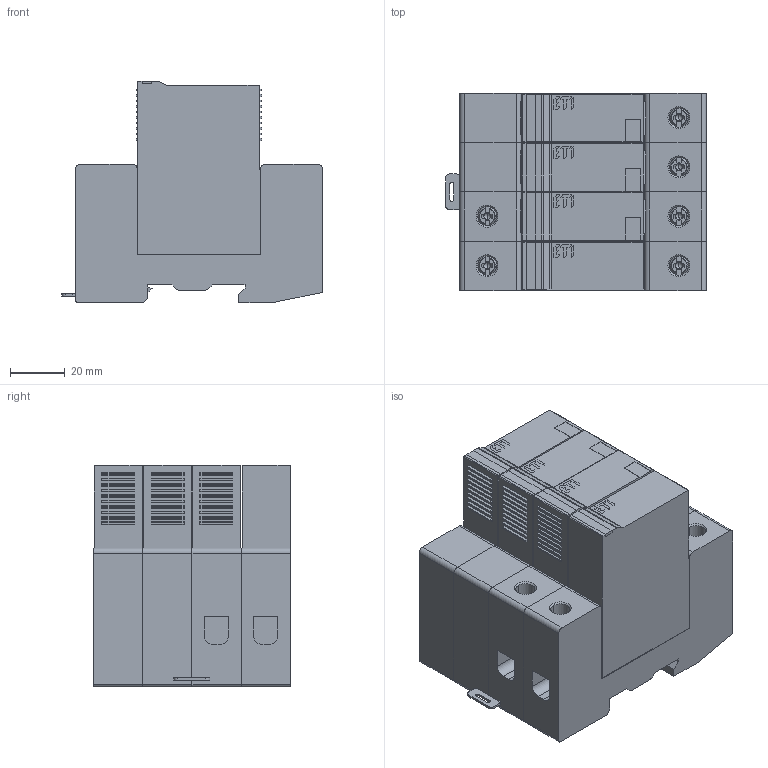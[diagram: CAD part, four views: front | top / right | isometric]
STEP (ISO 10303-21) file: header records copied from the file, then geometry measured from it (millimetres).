
FILE_DESCRIPTION((''),'2;1');
FILE_NAME('ASM0029_ASM','2021-02-01T',('marketing.praksa'),('Audax d.o.o.'),'CREO PARAMETRIC BY PTC INC, 2017480','CREO PARAMETRIC BY PTC INC, 2017480','');
FILE_SCHEMA(('AUTOMOTIVE_DESIGN { 1 0 10303 214 1 1 1 1 }'));
Products named in the file (78): ETITEC_V_T12_28012_5_2_0_1_1_42; 2_0_ORIGINAL_ASM_1_1_ASM_1_1_15_ASM; PRT0015_1_1_1_1_1_1_1; ASM0017_ASM_1_1_ASM_1_1_ASM_1_1_ASM; ASM0018_ASM_1_1_ASM_1_ASM_1_1_ASM; ETITEC_V_T12_28012_5_2_0_1_1_43; 2_0_ORIGINAL_ASM_1_1_ASM_1_1_16_ASM; PRT0014_1_1_2_1_1_1_1_1; PRT0015_1_1_2_1_1_1_1_1; ASM0017_ASM_1_1_2_ASM_1_1_ASM_3_ASM; ASM0019_ASM_1_1_ASM_1_ASM_1_1_ASM; ETITEC_V_T12_28012_5_2_0_1_1_44; 2_0_ORIGINAL_ASM_1_ASM_1_ASM_16_ASM; 2_0_ONLY_ONE_POLE_ASM_1_ASM__15_ASM; PRT0010_1_1_1_2_1_1_1; TMP_DWG_65_1_1_1_2_1_2_3_1_2_16; TMP_DWG_65_1_2_1_2_1_2_3_1_2_16; TMP_DWG_65_1_3_1_2_1_2_3_1_2_16; ASM0011_1_2_ASM_1_ASM_1_1_ASM_3_ASM; ASM0016_ASM_1_ASM_1_1_ASM_1_A_1_ASM; 2_0_TEST_MODUL_ASM_1_ASM_1_1__4_ASM; 2_0_MODULE_ASM_1_1_ASM_1_ASM__1_ASM; ETITEC_V_T12_28012_5_2_0_1_1_45; 2_0_ORIGINAL_ASM_1_ASM_1_ASM_17_ASM; 2_0_ONLY_ONE_POLE_ASM_1_ASM__16_ASM; PRT0010_1_1_1_1_2_1_1_1; TMP_DWG_65_1_1_1_2_1_2_3_1_2_17; TMP_DWG_65_1_2_1_2_1_2_3_1_2_17; TMP_DWG_65_1_3_1_2_1_2_3_1_2_17; ASM0011_1_2_ASM_1_1_ASM_1_1_A_2_ASM; ASM0016_ASM_1_1_ASM_1_1_ASM_1_1_ASM; 2_0_TEST_MODUL_ASM_1_1_ASM_1__4_ASM; ASM0020_ASM_1_1_ASM_1_ASM_1_1_ASM; ASM0014_ASM_1_1_ASM_1_ASM_1_1_ASM; ETITEC_V_T12_28012_5_2_0_1_1_46; 2_0_ORIGINAL_ASM_1_1_ASM_1_1_17_ASM; PRT0014_1_1_1_1_2_1_1_1; PRT0015_1_1_1_1_2_1_1_1; ASM0017_ASM_1_1_ASM_1_1_2_ASM_3_ASM; ASM0018_ASM_1_1_2_ASM_1_ASM_1_1_ASM ...
Assembly tree (77 placements, depth 11):
  ASM0029_ASM
    ETITEC_V_T12_3_0_ASM_1_1_ASM
      ASM0022_ASM_1_ASM_1_1_ASM
        ASM0014_ASM_1_1_ASM_1_ASM_1_1_ASM
          ASM0018_ASM_1_1_ASM_1_ASM_1_1_ASM
            ASM0017_ASM_1_1_ASM_1_1_ASM_1_1_ASM
              2_0_ORIGINAL_ASM_1_1_ASM_1_1_15_ASM
                ETITEC_V_T12_28012_5_2_0_1_1_42
              PRT0015_1_1_1_1_1_1_1
          ASM0019_ASM_1_1_ASM_1_ASM_1_1_ASM
            ASM0017_ASM_1_1_2_ASM_1_1_ASM_3_ASM
              2_0_ORIGINAL_ASM_1_1_ASM_1_1_16_ASM
                ETITEC_V_T12_28012_5_2_0_1_1_43
              PRT0014_1_1_2_1_1_1_1_1
              PRT0015_1_1_2_1_1_1_1_1
          2_0_MODULE_ASM_1_1_ASM_1_ASM__1_ASM
            2_0_TEST_MODUL_ASM_1_ASM_1_1__4_ASM
              2_0_ONLY_ONE_POLE_ASM_1_ASM__15_ASM
                2_0_ORIGINAL_ASM_1_ASM_1_ASM_16_ASM
                  ETITEC_V_T12_28012_5_2_0_1_1_44
              PRT0010_1_1_1_2_1_1_1
              ASM0016_ASM_1_ASM_1_1_ASM_1_A_1_ASM
                ASM0011_1_2_ASM_1_ASM_1_1_ASM_3_ASM
                  TMP_DWG_65_1_1_1_2_1_2_3_1_2_16
                  TMP_DWG_65_1_2_1_2_1_2_3_1_2_16
                  TMP_DWG_65_1_3_1_2_1_2_3_1_2_16
          ASM0020_ASM_1_1_ASM_1_ASM_1_1_ASM
            2_0_TEST_MODUL_ASM_1_1_ASM_1__4_ASM
              2_0_ONLY_ONE_POLE_ASM_1_ASM__16_ASM
                2_0_ORIGINAL_ASM_1_ASM_1_ASM_17_ASM
                  ETITEC_V_T12_28012_5_2_0_1_1_45
              PRT0010_1_1_1_1_2_1_1_1
              ASM0016_ASM_1_1_ASM_1_1_ASM_1_1_ASM
                ASM0011_1_2_ASM_1_1_ASM_1_1_A_2_ASM
                  TMP_DWG_65_1_1_1_2_1_2_3_1_2_17
                  TMP_DWG_65_1_2_1_2_1_2_3_1_2_17
                  TMP_DWG_65_1_3_1_2_1_2_3_1_2_17
        ASM0025_ASM_1_ASM_1_1_ASM
          ASM0014_ASM_1_1_2_ASM_1_ASM_1_1_ASM
            ASM0018_ASM_1_1_2_ASM_1_ASM_1_1_ASM
              ASM0017_ASM_1_1_ASM_1_1_2_ASM_3_ASM
                2_0_ORIGINAL_ASM_1_1_ASM_1_1_17_ASM
                  ETITEC_V_T12_28012_5_2_0_1_1_46
                PRT0014_1_1_1_1_2_1_1_1
                PRT0015_1_1_1_1_2_1_1_1
            2_0_MODULE_ASM_1_1_2_ASM_1_AS_1_ASM
              2_0_TEST_MODUL_ASM_1_ASM_1_1__5_ASM
                2_0_ONLY_ONE_POLE_ASM_1_ASM___2_ASM
                  2_0_ORIGINAL_ASM_1_ASM_1_ASM_18_ASM
                PRT0010_1_1_1_2_3_1_1_1
                ASM0016_ASM_1_ASM_1_1_2_ASM_1_1_ASM
                  ASM0011_1_2_ASM_1_ASM_1_1_2_A_2_ASM
    2_0_ONE_POLE_SCREW_ONLY_TOP_ASM
      ASM0028_ASM_1_ASM
        ETITEC_V_T12_3_0_ASM_1_ASM_1_ASM
          ASM0022_ASM_1_ASM_1_ASM_1_ASM
            ASM0014_ASM_1_1_ASM_1_ASM_1_ASM_ASM
              ASM0018_ASM_1_1_ASM_1_ASM_1_ASM_ASM
                ASM0017_ASM_1_1_ASM_1_1_ASM_1_2_ASM
                  2_0_ORIGINAL_ASM_1_1_ASM_1_1_18_ASM
Bounding box: 95.08 x 72 x 80.9 mm (x, y, z)
Volume: 387081.6 mm3; surface area: 95563.1 mm2
Topology: 33 solids, 33 shells, 1154 faces, 2996 edges, 1984 vertices
Faces by surface type: plane 794, cylinder 248, cone 60, bspline 24, torus 16, sphere 12
Entity records: 52969 total; most frequent: CARTESIAN_POINT 8987, DIRECTION 6188, ORIENTED_EDGE 5968, PRESENTATION_STYLE_ASSIGNMENT 3239, STYLED_ITEM 3023, CURVE_STYLE 2984, EDGE_CURVE 2984, VECTOR 2090
